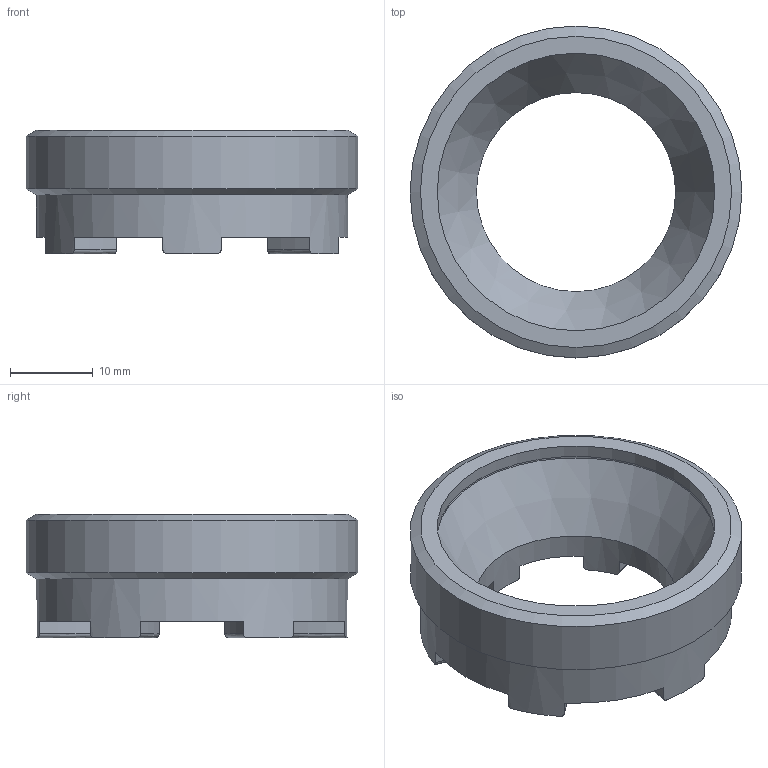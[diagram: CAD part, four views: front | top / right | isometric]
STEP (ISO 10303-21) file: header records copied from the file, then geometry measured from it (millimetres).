
FILE_DESCRIPTION(/* description */ (''),/* implementation_level */ '2;1');
FILE_NAME(/* name */ '333270000.stp',/* time_stamp */ '2022-09-23T07:49:37',/* author */ ('Ratnasingam Jekanthan'),/* organization */ ('REGO-FIX'),/* preprocessor_version */ ' Unknown',/* originating_system */ 'SIEMENS PLM Software Solid Edge ST10',/* authorization */ 'Unknown');
FILE_SCHEMA (('AUTOMOTIVE_DESIGN { 1 0 10303 214 2 1 1}'));
Length unit declared in the file: millimetre
Products named in the file (1): NOCUT
Bounding box: 40 x 40 x 14.9 mm (x, y, z)
Volume: 7562.3 mm3; surface area: 4172.9 mm2
Topology: 1 solids, 1 shells, 45 faces, 128 edges, 84 vertices
Faces by surface type: cylinder 16, plane 13, torus 13, cone 3
Full cylindrical faces by diameter (mm): 24 x1, 33.448 x1, 37.5 x1, 40 x1
Entity records: 1803 total; most frequent: CARTESIAN_POINT 317, DIRECTION 258, ORIENTED_EDGE 232, AXIS2_PLACEMENT_3D 117, EDGE_CURVE 116, VERTEX_POINT 80, CIRCLE 68, EDGE_LOOP 54
